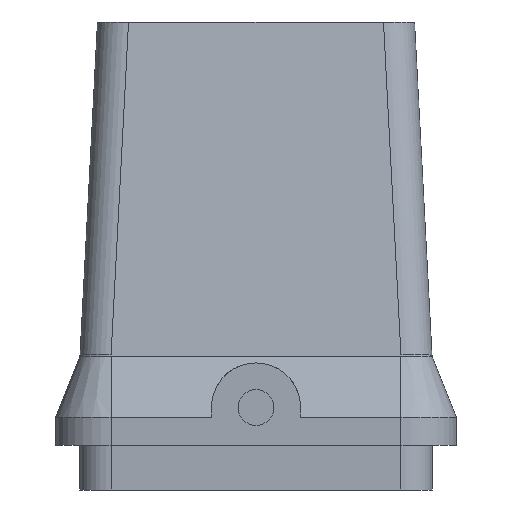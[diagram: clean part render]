
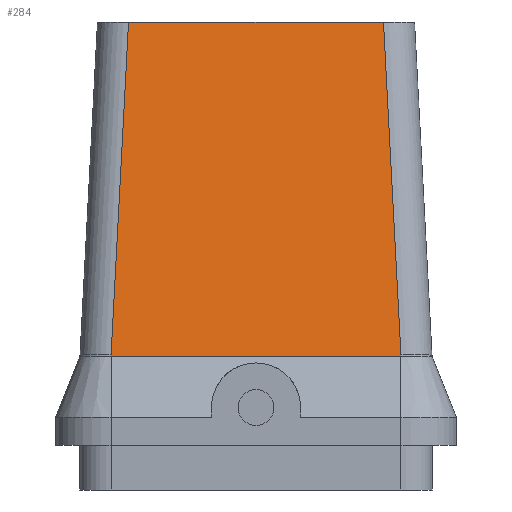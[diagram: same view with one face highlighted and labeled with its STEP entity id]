
A CAD part, left-side view. The second image highlights one B-rep face of the part: STEP entity #284.
In plain terms, the highlighted planar face has unit normal (-0.994, 0, 0.113).
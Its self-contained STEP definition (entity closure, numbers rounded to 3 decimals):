
#284 = ADVANCED_FACE( '', ( #748 ), #749, .F. );
#748 = FACE_OUTER_BOUND( '', #1389, .T. );
#749 = PLANE( '', #1390 );
#1389 = EDGE_LOOP( '', ( #2745, #2746, #2747, #2748, #2749, #2750, #2751, #2752 ) );
#1390 = AXIS2_PLACEMENT_3D( '', #2753, #2754, #2755 );
#2745 = ORIENTED_EDGE( '', *, *, #4382, .F. );
#2746 = ORIENTED_EDGE( '', *, *, #4383, .T. );
#2747 = ORIENTED_EDGE( '', *, *, #4384, .T. );
#2748 = ORIENTED_EDGE( '', *, *, #4385, .T. );
#2749 = ORIENTED_EDGE( '', *, *, #4206, .T. );
#2750 = ORIENTED_EDGE( '', *, *, #4386, .F. );
#2751 = ORIENTED_EDGE( '', *, *, #4387, .F. );
#2752 = ORIENTED_EDGE( '', *, *, #4388, .F. );
#2753 = CARTESIAN_POINT( '', ( -60.5, 124.121, 20. ) );
#2754 = DIRECTION( '', ( 0.994, 0., -0.113 ) );
#2755 = DIRECTION( '', ( -0.113, 0., -0.994 ) );
#4206 = EDGE_CURVE( '', #4941, #4954, #4956, .T. );
#4382 = EDGE_CURVE( '', #5254, #5255, #5256, .T. );
#4383 = EDGE_CURVE( '', #5254, #5257, #5258, .F. );
#4384 = EDGE_CURVE( '', #5257, #5259, #5260, .T. );
#4385 = EDGE_CURVE( '', #5259, #4941, #5261, .T. );
#4386 = EDGE_CURVE( '', #5262, #4954, #5263, .T. );
#4387 = EDGE_CURVE( '', #5264, #5262, #5265, .T. );
#4388 = EDGE_CURVE( '', #5255, #5264, #5266, .F. );
#4941 = VERTEX_POINT( '', #6051 );
#4954 = VERTEX_POINT( '', #6069 );
#4956 = LINE( '', #6072, #6073 );
#5254 = VERTEX_POINT( '', #6529 );
#5255 = VERTEX_POINT( '', #6530 );
#5256 = LINE( '', #6531, #6532 );
#5257 = VERTEX_POINT( '', #6533 );
#5258 = LINE( '', #6534, #6535 );
#5259 = VERTEX_POINT( '', #6536 );
#5260 = B_SPLINE_CURVE_WITH_KNOTS( '', 3, ( #6537, #6538, #6539, #6540 ), .UNSPECIFIED., .F., .F., ( 4, 4 ), ( 0., 0. ), .UNSPECIFIED. );
#5261 = LINE( '', #6541, #6542 );
#5262 = VERTEX_POINT( '', #6543 );
#5263 = LINE( '', #6544, #6545 );
#5264 = VERTEX_POINT( '', #6546 );
#5265 = B_SPLINE_CURVE_WITH_KNOTS( '', 3, ( #6547, #6548, #6549, #6550 ), .UNSPECIFIED., .F., .F., ( 4, 4 ), ( 0., 0. ), .UNSPECIFIED. );
#5266 = LINE( '', #6551, #6552 );
#6051 = CARTESIAN_POINT( '', ( -60.5, 32.5, 20. ) );
#6069 = CARTESIAN_POINT( '', ( -60.5, -32.5, 20. ) );
#6072 = CARTESIAN_POINT( '', ( -60.5, 124.121, 20. ) );
#6073 = VECTOR( '', #7853, 1000. );
#6529 = CARTESIAN_POINT( '', ( -52., 28.601, 95. ) );
#6530 = CARTESIAN_POINT( '', ( -52., -28.601, 95. ) );
#6531 = CARTESIAN_POINT( '', ( -52., 0., 95. ) );
#6532 = VECTOR( '', #8044, 1000. );
#6533 = CARTESIAN_POINT( '', ( -60.452, 32.51, 20.422 ) );
#6534 = CARTESIAN_POINT( '', ( -60.541, 32.551, 19.64 ) );
#6535 = VECTOR( '', #8045, 1000. );
#6536 = CARTESIAN_POINT( '', ( -60.5, 32.545, 20. ) );
#6537 = CARTESIAN_POINT( '', ( -60.452, 32.51, 20.422 ) );
#6538 = CARTESIAN_POINT( '', ( -60.468, 32.517, 20.281 ) );
#6539 = CARTESIAN_POINT( '', ( -60.484, 32.529, 20.14 ) );
#6540 = CARTESIAN_POINT( '', ( -60.5, 32.545, 20. ) );
#6541 = CARTESIAN_POINT( '', ( -60.5, 124.121, 20. ) );
#6542 = VECTOR( '', #8046, 1000. );
#6543 = CARTESIAN_POINT( '', ( -60.5, -32.545, 20. ) );
#6544 = CARTESIAN_POINT( '', ( -60.5, -124.121, 20. ) );
#6545 = VECTOR( '', #8047, 1000. );
#6546 = CARTESIAN_POINT( '', ( -60.452, -32.51, 20.422 ) );
#6547 = CARTESIAN_POINT( '', ( -60.452, -32.51, 20.422 ) );
#6548 = CARTESIAN_POINT( '', ( -60.468, -32.517, 20.281 ) );
#6549 = CARTESIAN_POINT( '', ( -60.484, -32.529, 20.14 ) );
#6550 = CARTESIAN_POINT( '', ( -60.5, -32.545, 20. ) );
#6551 = CARTESIAN_POINT( '', ( -60.541, -32.551, 19.64 ) );
#6552 = VECTOR( '', #8048, 1000. );
#7853 = DIRECTION( '', ( 0., -1., 0. ) );
#8044 = DIRECTION( '', ( 0., -1., 0. ) );
#8045 = DIRECTION( '', ( 0.112, -0.052, 0.992 ) );
#8046 = DIRECTION( '', ( 0., -1., 0. ) );
#8047 = DIRECTION( '', ( 0., 1., 0. ) );
#8048 = DIRECTION( '', ( 0.112, 0.052, 0.992 ) );
